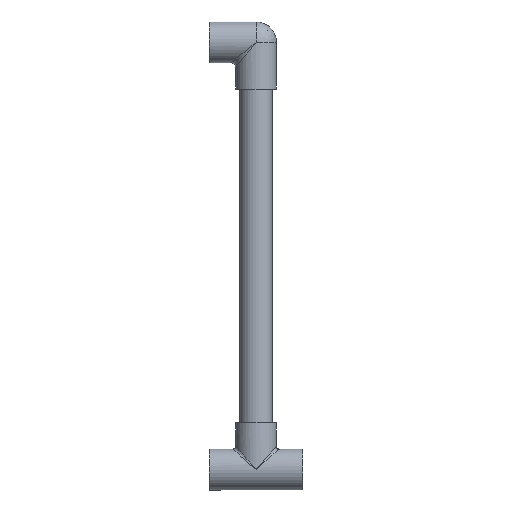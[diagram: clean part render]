
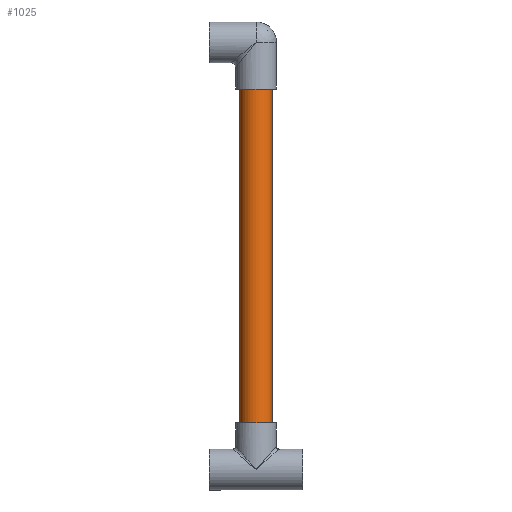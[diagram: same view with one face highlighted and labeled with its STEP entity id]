
A CAD part, front view. The second image highlights one B-rep face of the part: STEP entity #1025.
In plain terms, the highlighted cylindrical face has radius 11.197 mm (diameter 22.394 mm), a full revolution.
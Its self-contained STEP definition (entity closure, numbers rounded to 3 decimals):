
#201=FACE_OUTER_BOUND('',#284,.T.);
#284=EDGE_LOOP('',(#898,#899,#900,#901));
#325=LINE('',#3834,#356);
#356=VECTOR('',#1495,11.197);
#423=CIRCLE('',#1190,11.197);
#424=CIRCLE('',#1191,11.197);
#508=VERTEX_POINT('',#3831);
#509=VERTEX_POINT('',#3833);
#640=EDGE_CURVE('',#508,#508,#423,.T.);
#641=EDGE_CURVE('',#508,#509,#325,.T.);
#642=EDGE_CURVE('',#509,#509,#424,.T.);
#898=ORIENTED_EDGE('',*,*,#640,.F.);
#899=ORIENTED_EDGE('',*,*,#641,.T.);
#900=ORIENTED_EDGE('',*,*,#642,.T.);
#901=ORIENTED_EDGE('',*,*,#641,.F.);
#962=CYLINDRICAL_SURFACE('',#1189,11.197);
#1025=ADVANCED_FACE('',(#201),#962,.T.);
#1189=AXIS2_PLACEMENT_3D('',#3830,#1491,#1492);
#1190=AXIS2_PLACEMENT_3D('',#3832,#1493,#1494);
#1191=AXIS2_PLACEMENT_3D('',#3835,#1496,#1497);
#1491=DIRECTION('center_axis',(0.,0.,
1.));
#1492=DIRECTION('ref_axis',(-1.,0.,0.));
#1493=DIRECTION('center_axis',(0.,0.,
1.));
#1494=DIRECTION('ref_axis',(-1.,0.,0.));
#1495=DIRECTION('',(0.,0.,-1.));
#1496=DIRECTION('center_axis',(0.,0.,
1.));
#1497=DIRECTION('ref_axis',(-1.,0.,0.));
#3830=CARTESIAN_POINT('Origin',(912.932,0.,
9.99));
#3831=CARTESIAN_POINT('',(924.129,0.,238.655));
#3832=CARTESIAN_POINT('Origin',(912.932,0.,
238.655));
#3833=CARTESIAN_POINT('',(924.129,0.,9.99));
#3834=CARTESIAN_POINT('',(924.129,0.,9.99));
#3835=CARTESIAN_POINT('Origin',(912.932,0.,
9.99));
